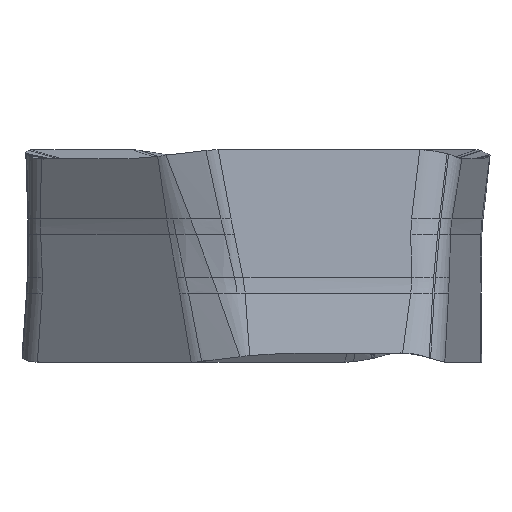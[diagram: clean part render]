
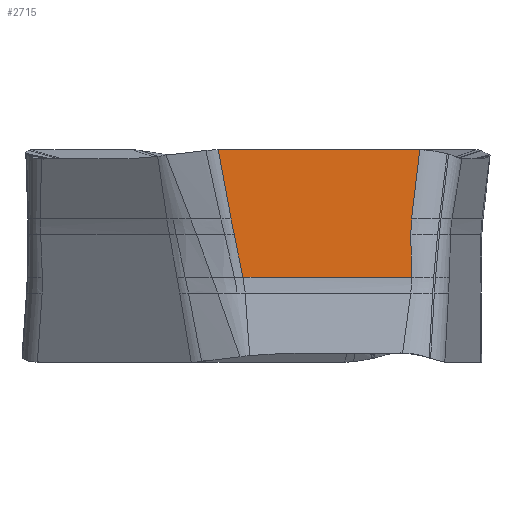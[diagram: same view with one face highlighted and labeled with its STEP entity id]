
A CAD part, front view. The second image highlights one B-rep face of the part: STEP entity #2715.
In plain terms, the highlighted planar face has unit normal (0, -0.999, 0.035).
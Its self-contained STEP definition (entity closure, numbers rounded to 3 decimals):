
#2394=FACE_OUTER_BOUND('',#3092,.T.);
#2715=ADVANCED_FACE('',(#2394),#2935,.F.);
#2935=PLANE('',#7672);
#3092=EDGE_LOOP('',(#4492,#4493,#4494,#4495,#4496,#4497,#4498,#4499));
#3427=LINE('',#11934,#3711);
#3429=LINE('',#12242,#3713);
#3439=LINE('',#12423,#3723);
#3440=LINE('',#12425,#3724);
#3441=LINE('',#12435,#3725);
#3711=VECTOR('',#7906,1.);
#3713=VECTOR('',#7908,1.);
#3723=VECTOR('',#7920,1.);
#3724=VECTOR('',#7923,1.);
#3725=VECTOR('',#7924,1.);
#4492=ORIENTED_EDGE('',*,*,#6341,.T.);
#4493=ORIENTED_EDGE('',*,*,#6342,.T.);
#4494=ORIENTED_EDGE('',*,*,#6343,.T.);
#4495=ORIENTED_EDGE('',*,*,#6344,.F.);
#4496=ORIENTED_EDGE('',*,*,#6300,.T.);
#4497=ORIENTED_EDGE('',*,*,#6310,.T.);
#4498=ORIENTED_EDGE('',*,*,#6323,.T.);
#4499=ORIENTED_EDGE('',*,*,#6340,.F.);
#5695=VERTEX_POINT('',#11782);
#5702=VERTEX_POINT('',#11933);
#5709=VERTEX_POINT('',#12067);
#5719=VERTEX_POINT('',#12241);
#5729=VERTEX_POINT('',#12422);
#5730=VERTEX_POINT('',#12426);
#5731=VERTEX_POINT('',#12434);
#5732=VERTEX_POINT('',#12436);
#6300=EDGE_CURVE('',#5695,#5702,#3427,.T.);
#6310=EDGE_CURVE('',#5702,#5709,#6990,.T.);
#6323=EDGE_CURVE('',#5709,#5719,#3429,.T.);
#6340=EDGE_CURVE('',#5729,#5719,#3439,.T.);
#6341=EDGE_CURVE('',#5729,#5730,#3440,.T.);
#6342=EDGE_CURVE('',#5730,#5731,#7010,.T.);
#6343=EDGE_CURVE('',#5731,#5732,#3441,.T.);
#6344=EDGE_CURVE('',#5695,#5732,#7011,.T.);
#6990=B_SPLINE_CURVE_WITH_KNOTS('',3,(#12068,#12069,#12070,#12071),
 .UNSPECIFIED.,.F.,.F.,(4,4),(0.,1.),.UNSPECIFIED.);
#7010=B_SPLINE_CURVE_WITH_KNOTS('',3,(#12427,#12428,#12429,#12430,#12431,
#12432,#12433),.UNSPECIFIED.,.F.,.F.,(4,1,1,1,4),(0.,0.125,0.25,
0.5,1.),.UNSPECIFIED.);
#7011=B_SPLINE_CURVE_WITH_KNOTS('',3,(#12437,#12438,#12439,#12440),
 .UNSPECIFIED.,.F.,.F.,(4,4),(0.,1.),.UNSPECIFIED.);
#7672=AXIS2_PLACEMENT_3D('',#12441,#7925,#7926);
#7906=DIRECTION('',(-0.021,0.035,0.999));
#7908=DIRECTION('',(0.119,0.035,0.992));
#7920=DIRECTION('',(1.,0.,0.));
#7923=DIRECTION('',(0.185,-0.034,-0.982));
#7924=DIRECTION('',(0.202,-0.034,-0.979));
#7925=DIRECTION('',(0.,0.999,-0.035));
#7926=DIRECTION('',(0.,0.035,0.999));
#11782=CARTESIAN_POINT('',(4.488,-6.689,2.376));
#11933=CARTESIAN_POINT('',(4.458,-6.64,3.774));
#11934=CARTESIAN_POINT('',(4.488,-6.689,2.376));
#12067=CARTESIAN_POINT('',(4.484,-6.622,4.295));
#12068=CARTESIAN_POINT('',(4.458,-6.64,3.774));
#12069=CARTESIAN_POINT('',(4.455,-6.634,3.947));
#12070=CARTESIAN_POINT('',(4.463,-6.628,4.122));
#12071=CARTESIAN_POINT('',(4.484,-6.622,4.295));
#12241=CARTESIAN_POINT('',(4.758,-6.543,6.575));
#12242=CARTESIAN_POINT('',(4.484,-6.622,4.295));
#12422=CARTESIAN_POINT('',(-1.894,-6.543,6.575));
#12423=CARTESIAN_POINT('',(-1.894,-6.543,6.575));
#12425=CARTESIAN_POINT('',(-1.894,-6.543,6.575));
#12426=CARTESIAN_POINT('',(-1.465,-6.622,4.295));
#12427=CARTESIAN_POINT('',(-1.465,-6.622,4.295));
#12428=CARTESIAN_POINT('',(-1.461,-6.623,4.274));
#12429=CARTESIAN_POINT('',(-1.453,-6.624,4.23));
#12430=CARTESIAN_POINT('',(-1.436,-6.628,4.143));
#12431=CARTESIAN_POINT('',(-1.407,-6.633,3.991));
#12432=CARTESIAN_POINT('',(-1.381,-6.637,3.861));
#12433=CARTESIAN_POINT('',(-1.363,-6.64,3.774));
#12434=CARTESIAN_POINT('',(-1.363,-6.64,3.774));
#12435=CARTESIAN_POINT('',(-1.363,-6.64,3.774));
#12436=CARTESIAN_POINT('',(-1.075,-6.689,2.376));
#12437=CARTESIAN_POINT('',(4.488,-6.689,2.376));
#12438=CARTESIAN_POINT('',(2.634,-6.689,2.376));
#12439=CARTESIAN_POINT('',(0.78,-6.689,2.376));
#12440=CARTESIAN_POINT('',(-1.075,-6.689,2.376));
#12441=CARTESIAN_POINT('',(-4.205,-6.689,2.376));
